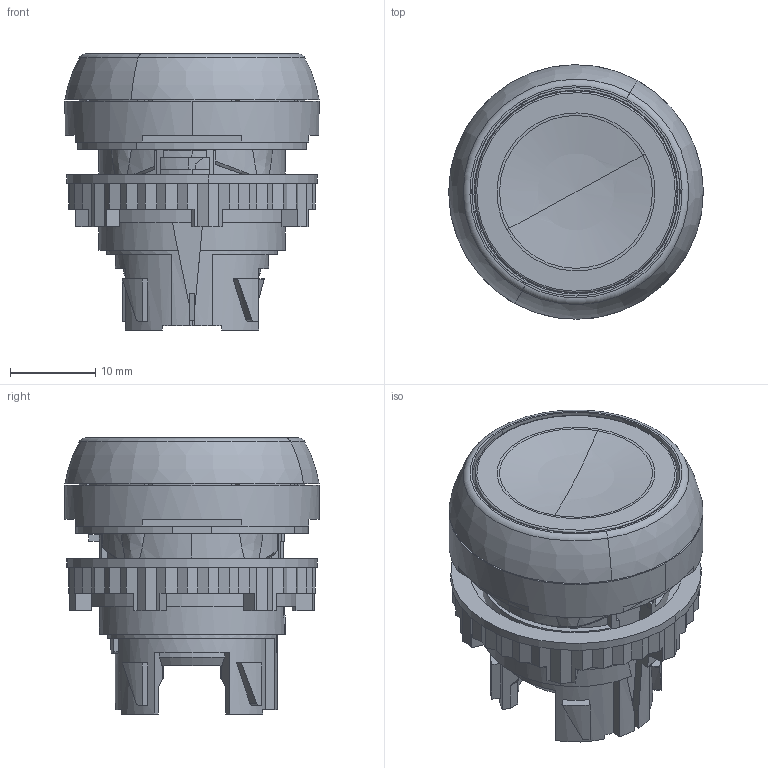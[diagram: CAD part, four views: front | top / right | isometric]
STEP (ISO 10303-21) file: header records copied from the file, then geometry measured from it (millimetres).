
FILE_DESCRIPTION(('CATIA V5 STEP Exchange','CAx-IF Rec.Pracs.--- Model Styling and Organization---1.2---2011-12-15'),'2;1');
FILE_NAME('L21AA06.stp','2013-09-10T09:04:13+00:00',('none'),('none'),'Unofficial Packaging Version','CATIA V5 STEP AP214 Edition 3','none');
FILE_SCHEMA(('AUTOMOTIVE_DESIGN { 1 0 10303 214 3 1 1 1 }'));
Length unit declared in the file: millimetre
Products named in the file (8): L21AA06; 074224001; 056017000; 032160000; 051901000; 034366010; 056016000; 075060000
Assembly tree (7 placements, depth 2):
  L21AA06
    074224001
    056017000
    032160000
    051901000
    034366010
    056016000
    075060000
Bounding box: 29.9 x 29.9 x 32.45 mm (x, y, z)
Volume: 8863.8 mm3; surface area: 14681.8 mm2
Topology: 7 solids, 7 shells, 882 faces, 2454 edges, 1586 vertices
Faces by surface type: plane 484, cylinder 182, cone 90, torus 86, bspline 16, extrusion 12, sphere 12
Entity records: 31024 total; most frequent: CARTESIAN_POINT 7194, ORIENTED_EDGE 4888, DIRECTION 3115, EDGE_CURVE 2444, VERTEX_POINT 1586, AXIS2_PLACEMENT_3D 1318, VECTOR 1276, LINE 1264
